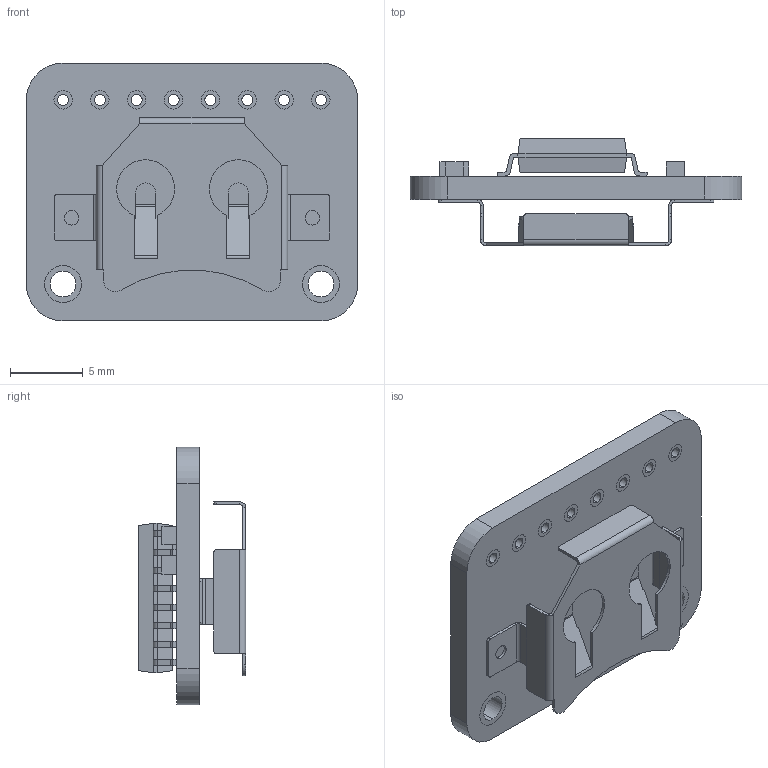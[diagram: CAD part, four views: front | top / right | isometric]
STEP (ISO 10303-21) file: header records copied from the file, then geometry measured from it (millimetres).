
FILE_DESCRIPTION (( 'STEP AP214' ), '1' );
FILE_NAME ('3013.STEP', '2025-03-29T15:26:33', ( 'LENOVO' ), ( '' ), 'SwSTEP 2.0', 'SolidWorks 2021', '' );
FILE_SCHEMA (( 'AUTOMOTIVE_DESIGN' ));
Length unit declared in the file: millimetre
Products named in the file (4): 3013; 3001K-ND_3001K-ND; DS3231_SO_DS3231_SO; 3013_3013
Assembly tree (3 placements, depth 2):
  3013
    3013_3013
    3001K-ND_3001K-ND
    DS3231_SO_DS3231_SO
Bounding box: 22.86 x 7.42 x 17.78 mm (x, y, z)
Volume: 839.9 mm3; surface area: 1822.6 mm2
Topology: 39 solids, 39 shells, 515 faces, 1244 edges, 808 vertices
Faces by surface type: plane 340, cylinder 175
Entity records: 15530 total; most frequent: DIRECTION 2636, CARTESIAN_POINT 2573, ORIENTED_EDGE 2488, EDGE_CURVE 1244, VECTOR 894, LINE 894, AXIS2_PLACEMENT_3D 871, VERTEX_POINT 808
